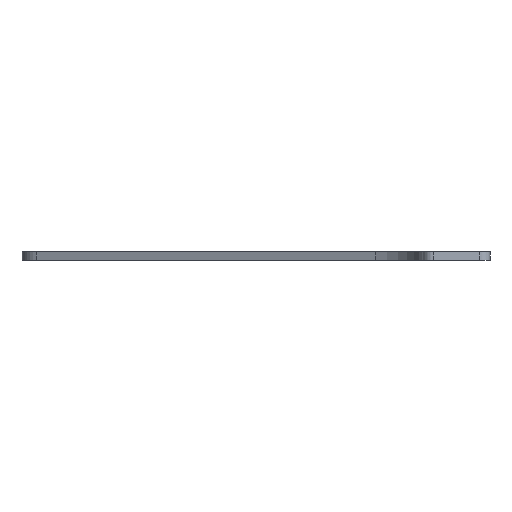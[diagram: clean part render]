
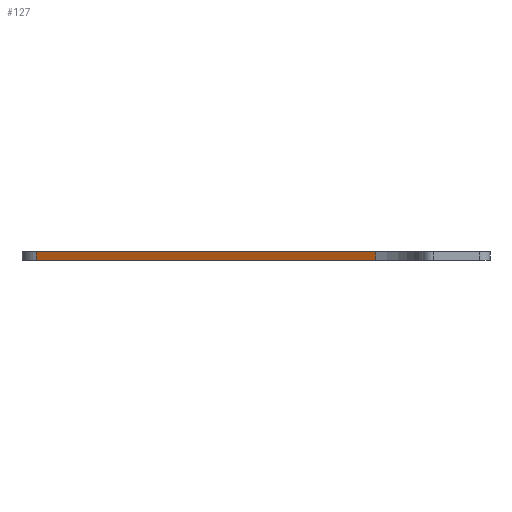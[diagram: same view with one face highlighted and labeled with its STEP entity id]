
A CAD part, left-side view. The second image highlights one B-rep face of the part: STEP entity #127.
In plain terms, the highlighted planar face has unit normal (-0.902, 0.433, 0).
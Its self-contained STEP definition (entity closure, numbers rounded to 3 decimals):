
#28 = VERTEX_POINT ( 'NONE', #45 ) ;
#34 = EDGE_CURVE ( 'NONE', #40, #320, #566, .T. ) ;
#37 = VECTOR ( 'NONE', #42, 1000. ) ;
#40 = VERTEX_POINT ( 'NONE', #475 ) ;
#41 = EDGE_CURVE ( 'NONE', #28, #84, #853, .T. ) ;
#42 = DIRECTION ( 'NONE',  ( 0.433, 0.902, 0. ) ) ;
#45 = CARTESIAN_POINT ( 'NONE',  ( 34.221, 34.184, 0. ) ) ;
#84 = VERTEX_POINT ( 'NONE', #908 ) ;
#107 = ORIENTED_EDGE ( 'NONE', *, *, #864, .F. ) ;
#127 = ADVANCED_FACE ( 'NONE', ( #234 ), #937, .T. ) ;
#159 = CARTESIAN_POINT ( 'NONE',  ( 34.221, 34.184, 0. ) ) ;
#161 = DIRECTION ( 'NONE',  ( 0., 0., -1. ) ) ;
#209 = DIRECTION ( 'NONE',  ( 0.433, 0.902, 0. ) ) ;
#234 = FACE_OUTER_BOUND ( 'NONE', #935, .T. ) ;
#269 = VECTOR ( 'NONE', #161, 1000. ) ;
#304 = VECTOR ( 'NONE', #930, 1000. ) ;
#320 = VERTEX_POINT ( 'NONE', #374 ) ;
#370 = ORIENTED_EDGE ( 'NONE', *, *, #34, .T. ) ;
#374 = CARTESIAN_POINT ( 'NONE',  ( 82.958, 135.745, 2.5 ) ) ;
#378 = ORIENTED_EDGE ( 'NONE', *, *, #41, .F. ) ;
#458 = LINE ( 'NONE', #159, #269 ) ;
#464 = CARTESIAN_POINT ( 'NONE',  ( 27.414, 20., 2.5 ) ) ;
#475 = CARTESIAN_POINT ( 'NONE',  ( 34.221, 34.184, 2.5 ) ) ;
#486 = LINE ( 'NONE', #571, #304 ) ;
#490 = DIRECTION ( 'NONE',  ( -0.902, 0.433, 0. ) ) ;
#515 = ORIENTED_EDGE ( 'NONE', *, *, #681, .T. ) ;
#543 = CARTESIAN_POINT ( 'NONE',  ( 27.414, 20., 0. ) ) ;
#566 = LINE ( 'NONE', #464, #796 ) ;
#571 = CARTESIAN_POINT ( 'NONE',  ( 82.958, 135.745, 0. ) ) ;
#576 = CARTESIAN_POINT ( 'NONE',  ( 27.414, 20., 0. ) ) ;
#681 = EDGE_CURVE ( 'NONE', #320, #84, #486, .T. ) ;
#703 = AXIS2_PLACEMENT_3D ( 'NONE', #576, #490, #209 ) ;
#763 = DIRECTION ( 'NONE',  ( 0.433, 0.902, 0. ) ) ;
#796 = VECTOR ( 'NONE', #763, 1000. ) ;
#853 = LINE ( 'NONE', #543, #37 ) ;
#864 = EDGE_CURVE ( 'NONE', #40, #28, #458, .T. ) ;
#908 = CARTESIAN_POINT ( 'NONE',  ( 82.958, 135.745, 0. ) ) ;
#930 = DIRECTION ( 'NONE',  ( 0., 0., -1. ) ) ;
#935 = EDGE_LOOP ( 'NONE', ( #107, #370, #515, #378 ) ) ;
#937 = PLANE ( 'NONE',  #703 ) ;
